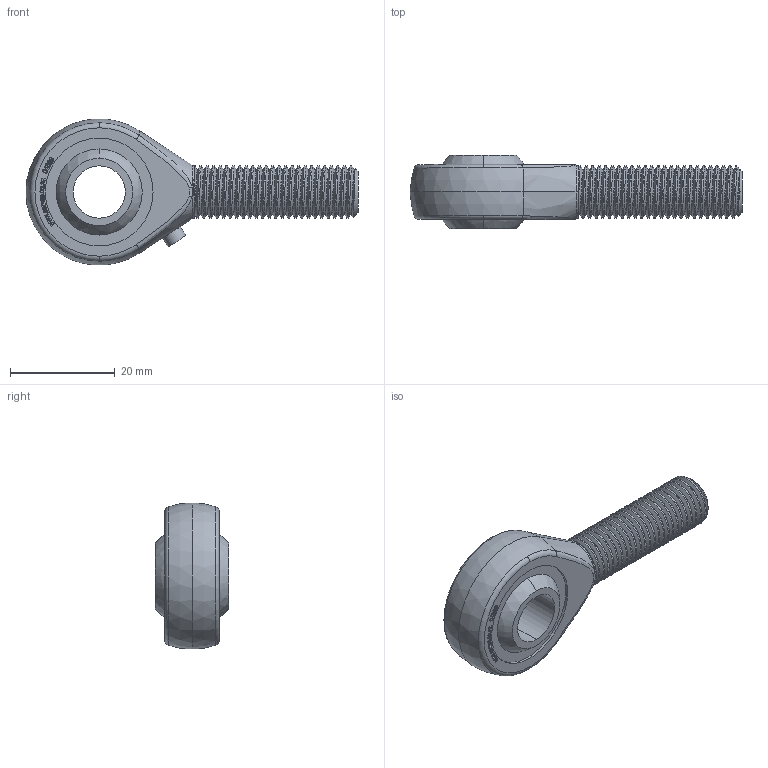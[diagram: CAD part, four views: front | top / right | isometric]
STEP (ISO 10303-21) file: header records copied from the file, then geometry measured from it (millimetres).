
FILE_DESCRIPTION (( 'STEP AP214' ), '1' );
FILE_NAME ('04893-Rod End Left Hand Zinc M10 Ext Thread.STEP', '2018-11-12T22:09:21', ( '' ), ( '' ), 'SwSTEP 2.0', 'SolidWorks 2018', '' );
FILE_SCHEMA (( 'AUTOMOTIVE_DESIGN' ));
Length unit declared in the file: millimetre
Products named in the file (3): 4893 Rod End M10 Ext Right Hand Body; 04893-Rod End Left Hand Zinc M10 Ext Thread; 4893 Rod End M10 Ext Left Hand Ball
Assembly tree (2 placements, depth 2):
  04893-Rod End Left Hand Zinc M10 Ext Thread
    4893 Rod End M10 Ext Right Hand Body
    4893 Rod End M10 Ext Left Hand Ball
Bounding box: 63.5 x 14 x 27.91 mm (x, y, z)
Volume: 8360 mm3; surface area: 5284.4 mm2
Topology: 3 solids, 3 shells, 411 faces, 1102 edges, 724 vertices
Faces by surface type: plane 165, bspline 147, cylinder 76, sphere 8, torus 8, cone 7
Entity records: 50525 total; most frequent: CARTESIAN_POINT 40541, ORIENTED_EDGE 2184, DIRECTION 1288, EDGE_CURVE 1092, VERTEX_POINT 718, VECTOR 562, LINE 562, EDGE_LOOP 446
